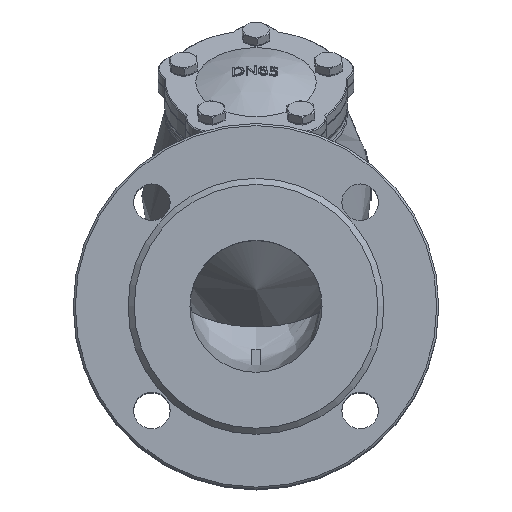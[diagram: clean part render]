
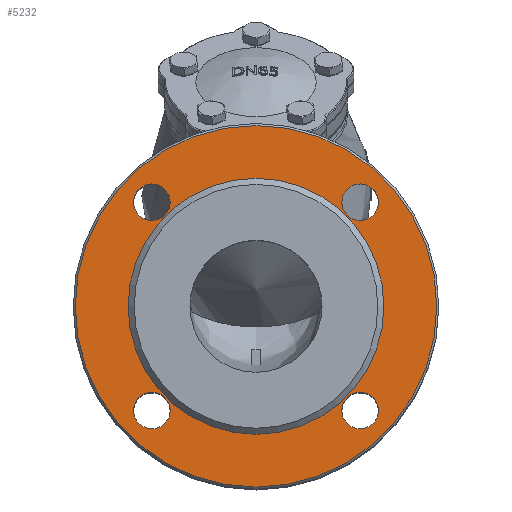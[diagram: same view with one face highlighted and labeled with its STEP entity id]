
A CAD part, top view. The second image highlights one B-rep face of the part: STEP entity #5232.
In plain terms, the highlighted planar face has unit normal (0, 0, 1).
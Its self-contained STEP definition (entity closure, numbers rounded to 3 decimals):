
#225=CIRCLE('',#5639,89.);
#226=CIRCLE('',#5641,63.);
#227=CIRCLE('',#5642,9.);
#228=CIRCLE('',#5643,9.);
#229=CIRCLE('',#5644,9.);
#230=CIRCLE('',#5645,9.);
#391=FACE_BOUND('',#1498,.T.);
#392=FACE_BOUND('',#1499,.T.);
#393=FACE_BOUND('',#1500,.T.);
#394=FACE_BOUND('',#1501,.T.);
#395=FACE_BOUND('',#1502,.T.);
#488=PLANE('',#5640);
#1181=FACE_OUTER_BOUND('',#1497,.T.);
#1497=EDGE_LOOP('',(#4047));
#1498=EDGE_LOOP('',(#4048));
#1499=EDGE_LOOP('',(#4049));
#1500=EDGE_LOOP('',(#4050));
#1501=EDGE_LOOP('',(#4051));
#1502=EDGE_LOOP('',(#4052));
#2275=VERTEX_POINT('',#11404);
#2276=VERTEX_POINT('',#11408);
#2277=VERTEX_POINT('',#11410);
#2278=VERTEX_POINT('',#11412);
#2279=VERTEX_POINT('',#11414);
#2280=VERTEX_POINT('',#11416);
#2901=EDGE_CURVE('',#2275,#2275,#225,.T.);
#2903=EDGE_CURVE('',#2276,#2276,#226,.T.);
#2904=EDGE_CURVE('',#2277,#2277,#227,.T.);
#2905=EDGE_CURVE('',#2278,#2278,#228,.T.);
#2906=EDGE_CURVE('',#2279,#2279,#229,.T.);
#2907=EDGE_CURVE('',#2280,#2280,#230,.T.);
#4047=ORIENTED_EDGE('',*,*,#2901,.F.);
#4048=ORIENTED_EDGE('',*,*,#2903,.F.);
#4049=ORIENTED_EDGE('',*,*,#2904,.T.);
#4050=ORIENTED_EDGE('',*,*,#2905,.T.);
#4051=ORIENTED_EDGE('',*,*,#2906,.T.);
#4052=ORIENTED_EDGE('',*,*,#2907,.T.);
#5232=ADVANCED_FACE('',(#1181,#391,#392,#393,#394,#395),#488,.T.);
#5639=AXIS2_PLACEMENT_3D('',#11405,#6322,#6323);
#5640=AXIS2_PLACEMENT_3D('',#11407,#6325,#6326);
#5641=AXIS2_PLACEMENT_3D('',#11409,#6327,#6328);
#5642=AXIS2_PLACEMENT_3D('',#11411,#6329,#6330);
#5643=AXIS2_PLACEMENT_3D('',#11413,#6331,#6332);
#5644=AXIS2_PLACEMENT_3D('',#11415,#6333,#6334);
#5645=AXIS2_PLACEMENT_3D('',#11417,#6335,#6336);
#6322=DIRECTION('center_axis',(0.,0.,-1.));
#6323=DIRECTION('ref_axis',(-1.,0.,0.));
#6325=DIRECTION('center_axis',(0.,0.,1.));
#6326=DIRECTION('ref_axis',(1.,0.,0.));
#6327=DIRECTION('center_axis',(0.,0.,1.));
#6328=DIRECTION('ref_axis',(-1.,0.,0.));
#6329=DIRECTION('center_axis',(0.,0.,-1.));
#6330=DIRECTION('ref_axis',(-1.,0.,0.));
#6331=DIRECTION('center_axis',(0.,0.,-1.));
#6332=DIRECTION('ref_axis',(-1.,0.,0.));
#6333=DIRECTION('center_axis',(0.,0.,-1.));
#6334=DIRECTION('ref_axis',(-1.,0.,0.));
#6335=DIRECTION('center_axis',(0.,0.,-1.));
#6336=DIRECTION('ref_axis',(-1.,0.,0.));
#11404=CARTESIAN_POINT('',(89.,0.,247.));
#11405=CARTESIAN_POINT('Origin',(0.,0.,247.));
#11407=CARTESIAN_POINT('Origin',(0.,0.,247.));
#11408=CARTESIAN_POINT('',(63.,0.,247.));
#11409=CARTESIAN_POINT('Origin',(0.,0.,247.));
#11410=CARTESIAN_POINT('',(-42.265,51.265,247.));
#11411=CARTESIAN_POINT('Origin',(-51.265,51.265,247.));
#11412=CARTESIAN_POINT('',(-42.265,-51.265,247.));
#11413=CARTESIAN_POINT('Origin',(-51.265,-51.265,247.));
#11414=CARTESIAN_POINT('',(60.265,-51.265,247.));
#11415=CARTESIAN_POINT('Origin',(51.265,-51.265,247.));
#11416=CARTESIAN_POINT('',(60.265,51.265,247.));
#11417=CARTESIAN_POINT('Origin',(51.265,51.265,247.));
